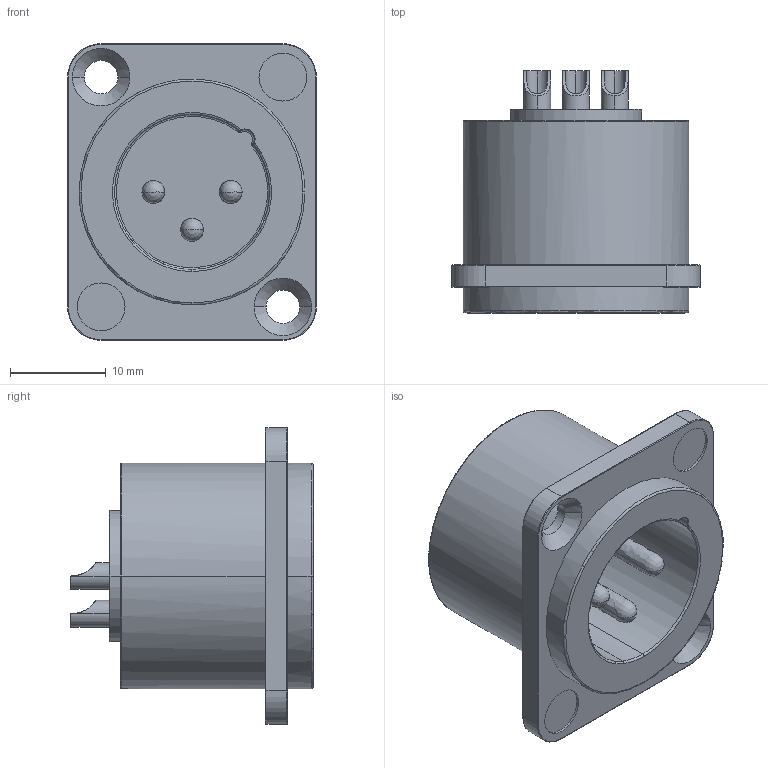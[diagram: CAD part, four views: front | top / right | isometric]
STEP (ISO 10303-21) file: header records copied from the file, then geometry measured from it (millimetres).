
FILE_DESCRIPTION (( 'STEP AP203' ), '1' );
FILE_NAME ('IO-XLR3-M-JL.stp', '2022-01-17T20:43:23', ( '' ), ( '' ), 'SwSTEP 2.0', 'SolidWorks 2018', '' );
FILE_SCHEMA (( 'CONFIG_CONTROL_DESIGN' ));
Length unit declared in the file: millimetre
Products named in the file (1): IO-XLR3-M-JL
Bounding box: 26 x 25.3 x 31 mm (x, y, z)
Volume: 7012.7 mm3; surface area: 4542.6 mm2
Topology: 4 solids, 4 shells, 125 faces, 292 edges, 171 vertices
Faces by surface type: cylinder 53, bspline 27, torus 19, plane 15, cone 11
Entity records: 4871 total; most frequent: CARTESIAN_POINT 2345, ORIENTED_EDGE 558, DIRECTION 438, EDGE_CURVE 279, AXIS2_PLACEMENT_3D 190, VERTEX_POINT 171, EDGE_LOOP 138, ADVANCED_FACE 125
